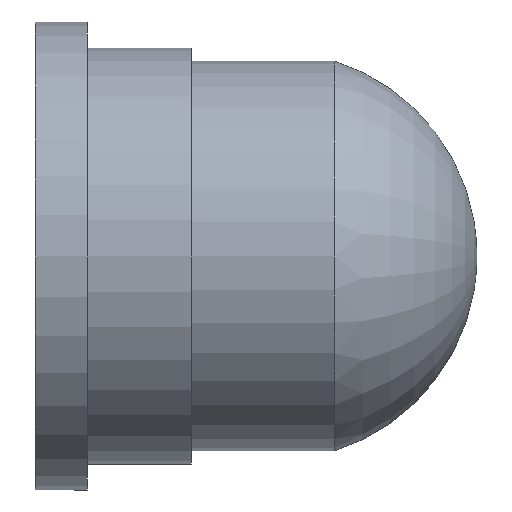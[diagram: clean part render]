
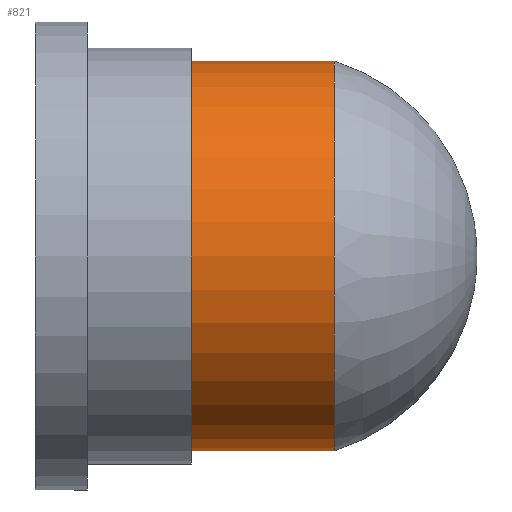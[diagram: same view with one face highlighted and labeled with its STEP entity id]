
A CAD part, front view. The second image highlights one B-rep face of the part: STEP entity #821.
In plain terms, the highlighted cylindrical face has radius 7.5 mm (diameter 15 mm), a partial arc.
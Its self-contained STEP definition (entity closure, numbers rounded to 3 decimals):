
#16 = EDGE_CURVE ( 'NONE', #725, #521, #850, .T. ) ;
#17 = DIRECTION ( 'NONE',  ( 0., 0., -1. ) ) ;
#18 = CARTESIAN_POINT ( 'NONE',  ( -15.938, 0., 7.5 ) ) ;
#98 = EDGE_CURVE ( 'NONE', #521, #483, #604, .T. ) ;
#152 = VECTOR ( 'NONE', #672, 1000. ) ;
#212 = DIRECTION ( 'NONE',  ( 0., 0., -1. ) ) ;
#254 = EDGE_CURVE ( 'NONE', #737, #483, #424, .T. ) ;
#257 = EDGE_CURVE ( 'NONE', #725, #737, #341, .T. ) ;
#341 = LINE ( 'NONE', #436, #152 ) ;
#375 = CARTESIAN_POINT ( 'NONE',  ( -10.438, 0., 0. ) ) ;
#406 = DIRECTION ( 'NONE',  ( 1., 0., 0. ) ) ;
#424 = CIRCLE ( 'NONE', #987, 7.5 ) ;
#436 = CARTESIAN_POINT ( 'NONE',  ( 0., 0., 7.5 ) ) ;
#450 = FACE_OUTER_BOUND ( 'NONE', #984, .T. ) ;
#457 = DIRECTION ( 'NONE',  ( 1., 0., 0. ) ) ;
#463 = CARTESIAN_POINT ( 'NONE',  ( -10.438, 0., -7.5 ) ) ;
#483 = VERTEX_POINT ( 'NONE', #463 ) ;
#500 = AXIS2_PLACEMENT_3D ( 'NONE', #785, #406, #17 ) ;
#521 = VERTEX_POINT ( 'NONE', #858 ) ;
#561 = CARTESIAN_POINT ( 'NONE',  ( 0., 0., -7.5 ) ) ;
#580 = CYLINDRICAL_SURFACE ( 'NONE', #500, 7.5 ) ;
#604 = LINE ( 'NONE', #561, #647 ) ;
#612 = CARTESIAN_POINT ( 'NONE',  ( -15.938, 0., 0. ) ) ;
#645 = ORIENTED_EDGE ( 'NONE', *, *, #254, .F. ) ;
#647 = VECTOR ( 'NONE', #861, 1000. ) ;
#672 = DIRECTION ( 'NONE',  ( 1., 0., 0. ) ) ;
#725 = VERTEX_POINT ( 'NONE', #18 ) ;
#737 = VERTEX_POINT ( 'NONE', #869 ) ;
#774 = ORIENTED_EDGE ( 'NONE', *, *, #98, .T. ) ;
#785 = CARTESIAN_POINT ( 'NONE',  ( 0., 0., 0. ) ) ;
#795 = ORIENTED_EDGE ( 'NONE', *, *, #257, .F. ) ;
#821 = ADVANCED_FACE ( 'NONE', ( #450 ), #580, .T. ) ;
#850 = CIRCLE ( 'NONE', #935, 7.5 ) ;
#858 = CARTESIAN_POINT ( 'NONE',  ( -15.938, 0., -7.5 ) ) ;
#861 = DIRECTION ( 'NONE',  ( 1., 0., 0. ) ) ;
#869 = CARTESIAN_POINT ( 'NONE',  ( -10.438, 0., 7.5 ) ) ;
#879 = ORIENTED_EDGE ( 'NONE', *, *, #16, .T. ) ;
#935 = AXIS2_PLACEMENT_3D ( 'NONE', #612, #457, #1003 ) ;
#984 = EDGE_LOOP ( 'NONE', ( #795, #879, #774, #645 ) ) ;
#986 = DIRECTION ( 'NONE',  ( 1., 0., 0. ) ) ;
#987 = AXIS2_PLACEMENT_3D ( 'NONE', #375, #986, #212 ) ;
#1003 = DIRECTION ( 'NONE',  ( 0., 0., -1. ) ) ;
